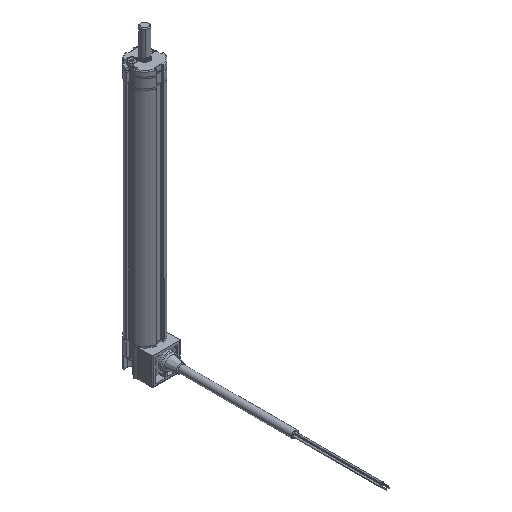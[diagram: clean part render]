
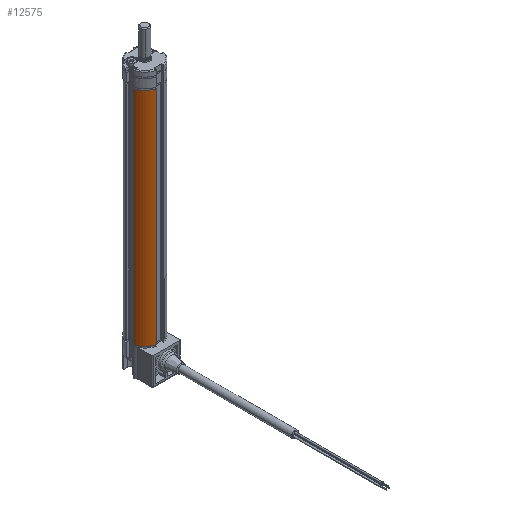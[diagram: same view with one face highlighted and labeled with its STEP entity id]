
A CAD part, isometric view. The second image highlights one B-rep face of the part: STEP entity #12575.
In plain terms, the highlighted cylindrical face has radius 9 mm (diameter 18 mm), a partial arc.
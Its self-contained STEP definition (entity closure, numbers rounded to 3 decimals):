
#65 = CYLINDRICAL_SURFACE ( 'NONE', #11755, 9. ) ;
#466 = CARTESIAN_POINT ( 'NONE',  ( 0., 0., 127. ) ) ;
#1524 = CARTESIAN_POINT ( 'NONE',  ( -8.714, -2.25, 127. ) ) ;
#2192 = DIRECTION ( 'NONE',  ( 1., 0., 0. ) ) ;
#2816 = VERTEX_POINT ( 'NONE', #11084 ) ;
#3166 = CARTESIAN_POINT ( 'NONE',  ( -8.714, -2.25, 127. ) ) ;
#3704 = CIRCLE ( 'NONE', #6117, 9. ) ;
#4774 = CARTESIAN_POINT ( 'NONE',  ( 0., 0., 127. ) ) ;
#5692 = CARTESIAN_POINT ( 'NONE',  ( 0., 0., 0. ) ) ;
#6039 = ORIENTED_EDGE ( 'NONE', *, *, #13885, .T. ) ;
#6117 = AXIS2_PLACEMENT_3D ( 'NONE', #466, #12169, #2192 ) ;
#6486 = ORIENTED_EDGE ( 'NONE', *, *, #7510, .T. ) ;
#6495 = VERTEX_POINT ( 'NONE', #18111 ) ;
#7062 = EDGE_CURVE ( 'NONE', #18799, #19511, #3704, .T. ) ;
#7372 = DIRECTION ( 'NONE',  ( 1., 0., 0. ) ) ;
#7510 = EDGE_CURVE ( 'NONE', #18799, #2816, #20523, .T. ) ;
#7862 = VECTOR ( 'NONE', #14773, 1000. ) ;
#7984 = DIRECTION ( 'NONE',  ( 0., 0., 1. ) ) ;
#9260 = AXIS2_PLACEMENT_3D ( 'NONE', #5692, #17221, #7372 ) ;
#11084 = CARTESIAN_POINT ( 'NONE',  ( -8.714, -2.25, 0. ) ) ;
#11755 = AXIS2_PLACEMENT_3D ( 'NONE', #4774, #17897, #16308 ) ;
#12090 = EDGE_CURVE ( 'NONE', #2816, #6495, #21540, .T. ) ;
#12169 = DIRECTION ( 'NONE',  ( 0., 0., 1. ) ) ;
#12575 = ADVANCED_FACE ( 'NONE', ( #14972 ), #65, .T. ) ;
#12971 = ORIENTED_EDGE ( 'NONE', *, *, #12090, .T. ) ;
#13885 = EDGE_CURVE ( 'NONE', #6495, #19511, #19086, .T. ) ;
#14177 = VECTOR ( 'NONE', #7984, 1000. ) ;
#14773 = DIRECTION ( 'NONE',  ( 0., 0., -1. ) ) ;
#14972 = FACE_OUTER_BOUND ( 'NONE', #19027, .T. ) ;
#16171 = CARTESIAN_POINT ( 'NONE',  ( -2.25, -8.714, 127. ) ) ;
#16308 = DIRECTION ( 'NONE',  ( -1., 0., 0. ) ) ;
#17221 = DIRECTION ( 'NONE',  ( 0., 0., 1. ) ) ;
#17430 = ORIENTED_EDGE ( 'NONE', *, *, #7062, .F. ) ;
#17897 = DIRECTION ( 'NONE',  ( 0., 0., -1. ) ) ;
#18111 = CARTESIAN_POINT ( 'NONE',  ( -2.25, -8.714, 0. ) ) ;
#18799 = VERTEX_POINT ( 'NONE', #1524 ) ;
#19027 = EDGE_LOOP ( 'NONE', ( #12971, #6039, #17430, #6486 ) ) ;
#19086 = LINE ( 'NONE', #16171, #14177 ) ;
#19200 = CARTESIAN_POINT ( 'NONE',  ( -2.25, -8.714, 127. ) ) ;
#19511 = VERTEX_POINT ( 'NONE', #19200 ) ;
#20523 = LINE ( 'NONE', #3166, #7862 ) ;
#21540 = CIRCLE ( 'NONE', #9260, 9. ) ;
